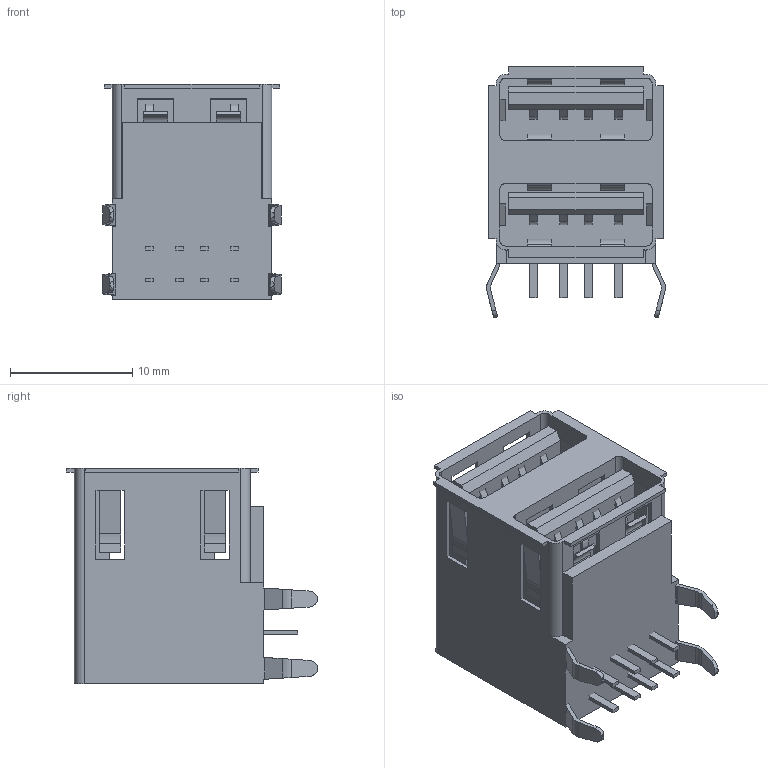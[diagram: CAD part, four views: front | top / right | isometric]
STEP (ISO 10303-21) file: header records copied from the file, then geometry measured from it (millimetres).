
FILE_DESCRIPTION(/* description */ ('STEP AP214'),/* implementation_level */ '2;1');
FILE_NAME(/* name */ 'USB-A-D-S-B-TH',/* time_stamp */ '2024-10-21T13:56:40+02:00',/* author */ ('License CC BY-ND 4.0'),/* organization */ ('CADENAS'),/* preprocessor_version */ 'ST-DEVELOPER v19.3',/* originating_system */ 'PARTsolutions',/* authorisation */ ' ');
FILE_SCHEMA (('AUTOMOTIVE_DESIGN {1 0 10303 214 3 1 1}'));
Length unit declared in the file: millimetre
Products named in the file (4): USB-A-D-S-B-TH; USB-A-D-TH_S; USB-A-D-B-TH_B; USB-A-D-TH_P
Assembly tree (3 placements, depth 2):
  USB-A-D-S-B-TH
    USB-A-D-TH_S
    USB-A-D-B-TH_B
    USB-A-D-TH_P
Bounding box: 14.64 x 20.56 x 17.65 mm (x, y, z)
Volume: 3047.4 mm3; surface area: 3695.1 mm2
Topology: 3 solids, 3 shells, 414 faces, 1188 edges, 784 vertices
Faces by surface type: plane 346, cylinder 68
Entity records: 13499 total; most frequent: CARTESIAN_POINT 2390, ORIENTED_EDGE 2376, DIRECTION 2168, EDGE_CURVE 1188, LINE 1044, VECTOR 1044, VERTEX_POINT 784, AXIS2_PLACEMENT_3D 562
